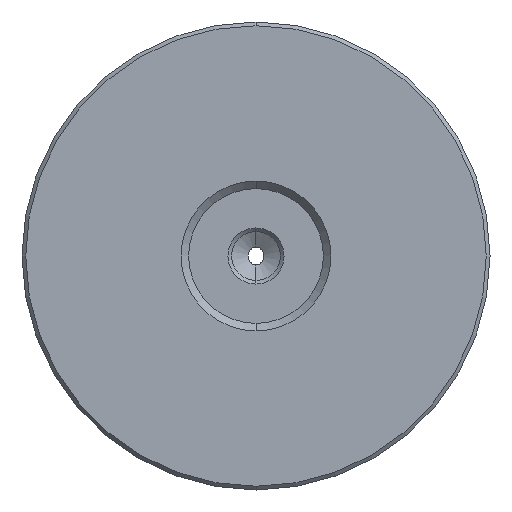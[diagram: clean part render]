
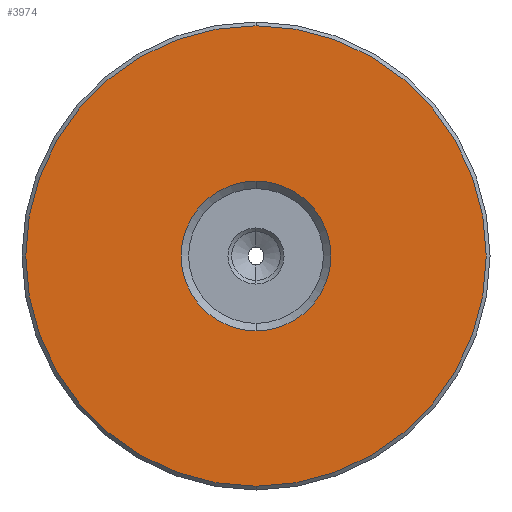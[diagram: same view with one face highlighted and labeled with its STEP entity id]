
A CAD part, front view. The second image highlights one B-rep face of the part: STEP entity #3974.
In plain terms, the highlighted planar face has unit normal (0, -1, 0).
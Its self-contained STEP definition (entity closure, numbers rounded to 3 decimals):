
#1520 = EDGE_CURVE('',#1521,#1523,#1525,.T.);
#1521 = VERTEX_POINT('',#1522);
#1522 = CARTESIAN_POINT('',(0.,-12.5,-15.621));
#1523 = VERTEX_POINT('',#1524);
#1524 = CARTESIAN_POINT('',(0.,-12.5,15.621));
#1525 = SURFACE_CURVE('',#1526,(#1531,#1543),.PCURVE_S1.);
#1526 = CIRCLE('',#1527,15.621);
#1527 = AXIS2_PLACEMENT_3D('',#1528,#1529,#1530);
#1528 = CARTESIAN_POINT('',(0.,-12.5,0.));
#1529 = DIRECTION('',(0.,-1.,0.));
#1530 = DIRECTION('',(0.,0.,1.));
#1531 = PCURVE('',#1532,#1537);
#1532 = CONICAL_SURFACE('',#1533,15.875,0.785);
#1533 = AXIS2_PLACEMENT_3D('',#1534,#1535,#1536);
#1534 = CARTESIAN_POINT('',(0.,-12.246,0.));
#1535 = DIRECTION('',(-0.,1.,-0.));
#1536 = DIRECTION('',(0.,0.,1.));
#1537 = DEFINITIONAL_REPRESENTATION('',(#1538),#1542);
#1538 = LINE('',#1539,#1540);
#1539 = CARTESIAN_POINT('',(6.283,-0.254));
#1540 = VECTOR('',#1541,1.);
#1541 = DIRECTION('',(-1.,0.));
#1542 = ( GEOMETRIC_REPRESENTATION_CONTEXT(2) 
PARAMETRIC_REPRESENTATION_CONTEXT() REPRESENTATION_CONTEXT('2D SPACE',''
  ) );
#1543 = PCURVE('',#1544,#1549);
#1544 = PLANE('',#1545);
#1545 = AXIS2_PLACEMENT_3D('',#1546,#1547,#1548);
#1546 = CARTESIAN_POINT('',(15.875,-12.5,0.));
#1547 = DIRECTION('',(-0.,1.,0.));
#1548 = DIRECTION('',(0.,0.,1.));
#1549 = DEFINITIONAL_REPRESENTATION('',(#1550),#1558);
#1550 = ( BOUNDED_CURVE() B_SPLINE_CURVE(2,(#1551,#1552,#1553,#1554,
#1555,#1556,#1557),.UNSPECIFIED.,.T.,.F.) B_SPLINE_CURVE_WITH_KNOTS((1,2
    ,2,2,2,1),(-2.094,0.,2.094,4.189,
6.283,8.378),.UNSPECIFIED.) CURVE() 
GEOMETRIC_REPRESENTATION_ITEM() RATIONAL_B_SPLINE_CURVE((1.,0.5,1.,0.5,
1.,0.5,1.)) REPRESENTATION_ITEM('') );
#1551 = CARTESIAN_POINT('',(15.621,-15.875));
#1552 = CARTESIAN_POINT('',(15.621,-42.931));
#1553 = CARTESIAN_POINT('',(-7.811,-29.403));
#1554 = CARTESIAN_POINT('',(-31.242,-15.875));
#1555 = CARTESIAN_POINT('',(-7.811,-2.347));
#1556 = CARTESIAN_POINT('',(15.621,11.181));
#1557 = CARTESIAN_POINT('',(15.621,-15.875));
#1558 = ( GEOMETRIC_REPRESENTATION_CONTEXT(2) 
PARAMETRIC_REPRESENTATION_CONTEXT() REPRESENTATION_CONTEXT('2D SPACE',''
  ) );
#1576 = CONICAL_SURFACE('',#1577,15.875,0.785);
#1577 = AXIS2_PLACEMENT_3D('',#1578,#1579,#1580);
#1578 = CARTESIAN_POINT('',(0.,-12.246,0.));
#1579 = DIRECTION('',(-0.,1.,-0.));
#1580 = DIRECTION('',(0.,0.,1.));
#2796 = VERTEX_POINT('',#2797);
#2797 = CARTESIAN_POINT('',(0.,-12.5,-5.08));
#2804 = CONICAL_SURFACE('',#2805,4.572,0.785);
#2805 = AXIS2_PLACEMENT_3D('',#2806,#2807,#2808);
#2806 = CARTESIAN_POINT('',(0.,-11.992,0.));
#2807 = DIRECTION('',(0.,-1.,0.));
#2808 = DIRECTION('',(0.,0.,-1.));
#2816 = CONICAL_SURFACE('',#2817,4.572,0.785);
#2817 = AXIS2_PLACEMENT_3D('',#2818,#2819,#2820);
#2818 = CARTESIAN_POINT('',(0.,-11.992,0.));
#2819 = DIRECTION('',(0.,-1.,0.));
#2820 = DIRECTION('',(0.,0.,-1.));
#2828 = EDGE_CURVE('',#2796,#2829,#2831,.T.);
#2829 = VERTEX_POINT('',#2830);
#2830 = CARTESIAN_POINT('',(0.,-12.5,5.08));
#2831 = SURFACE_CURVE('',#2832,(#2837,#2844),.PCURVE_S1.);
#2832 = CIRCLE('',#2833,5.08);
#2833 = AXIS2_PLACEMENT_3D('',#2834,#2835,#2836);
#2834 = CARTESIAN_POINT('',(0.,-12.5,0.));
#2835 = DIRECTION('',(-0.,1.,0.));
#2836 = DIRECTION('',(0.,0.,1.));
#2837 = PCURVE('',#2804,#2838);
#2838 = DEFINITIONAL_REPRESENTATION('',(#2839),#2843);
#2839 = LINE('',#2840,#2841);
#2840 = CARTESIAN_POINT('',(9.425,0.508));
#2841 = VECTOR('',#2842,1.);
#2842 = DIRECTION('',(-1.,0.));
#2843 = ( GEOMETRIC_REPRESENTATION_CONTEXT(2) 
PARAMETRIC_REPRESENTATION_CONTEXT() REPRESENTATION_CONTEXT('2D SPACE',''
  ) );
#2844 = PCURVE('',#1544,#2845);
#2845 = DEFINITIONAL_REPRESENTATION('',(#2846),#2850);
#2846 = CIRCLE('',#2847,5.08);
#2847 = AXIS2_PLACEMENT_2D('',#2848,#2849);
#2848 = CARTESIAN_POINT('',(0.,-15.875));
#2849 = DIRECTION('',(1.,0.));
#2850 = ( GEOMETRIC_REPRESENTATION_CONTEXT(2) 
PARAMETRIC_REPRESENTATION_CONTEXT() REPRESENTATION_CONTEXT('2D SPACE',''
  ) );
#3950 = EDGE_CURVE('',#2829,#2796,#3951,.T.);
#3951 = SURFACE_CURVE('',#3952,(#3957,#3964),.PCURVE_S1.);
#3952 = CIRCLE('',#3953,5.08);
#3953 = AXIS2_PLACEMENT_3D('',#3954,#3955,#3956);
#3954 = CARTESIAN_POINT('',(0.,-12.5,0.));
#3955 = DIRECTION('',(-0.,1.,0.));
#3956 = DIRECTION('',(0.,0.,1.));
#3957 = PCURVE('',#2816,#3958);
#3958 = DEFINITIONAL_REPRESENTATION('',(#3959),#3963);
#3959 = LINE('',#3960,#3961);
#3960 = CARTESIAN_POINT('',(3.142,0.508));
#3961 = VECTOR('',#3962,1.);
#3962 = DIRECTION('',(-1.,0.));
#3963 = ( GEOMETRIC_REPRESENTATION_CONTEXT(2) 
PARAMETRIC_REPRESENTATION_CONTEXT() REPRESENTATION_CONTEXT('2D SPACE',''
  ) );
#3964 = PCURVE('',#1544,#3965);
#3965 = DEFINITIONAL_REPRESENTATION('',(#3966),#3970);
#3966 = CIRCLE('',#3967,5.08);
#3967 = AXIS2_PLACEMENT_2D('',#3968,#3969);
#3968 = CARTESIAN_POINT('',(0.,-15.875));
#3969 = DIRECTION('',(1.,0.));
#3970 = ( GEOMETRIC_REPRESENTATION_CONTEXT(2) 
PARAMETRIC_REPRESENTATION_CONTEXT() REPRESENTATION_CONTEXT('2D SPACE',''
  ) );
#3974 = ADVANCED_FACE('',(#3975,#4004),#1544,.F.);
#3975 = FACE_BOUND('',#3976,.T.);
#3976 = EDGE_LOOP('',(#3977,#4003));
#3977 = ORIENTED_EDGE('',*,*,#3978,.T.);
#3978 = EDGE_CURVE('',#1523,#1521,#3979,.T.);
#3979 = SURFACE_CURVE('',#3980,(#3985,#3996),.PCURVE_S1.);
#3980 = CIRCLE('',#3981,15.621);
#3981 = AXIS2_PLACEMENT_3D('',#3982,#3983,#3984);
#3982 = CARTESIAN_POINT('',(0.,-12.5,0.));
#3983 = DIRECTION('',(0.,-1.,0.));
#3984 = DIRECTION('',(0.,0.,1.));
#3985 = PCURVE('',#1544,#3986);
#3986 = DEFINITIONAL_REPRESENTATION('',(#3987),#3995);
#3987 = ( BOUNDED_CURVE() B_SPLINE_CURVE(2,(#3988,#3989,#3990,#3991,
#3992,#3993,#3994),.UNSPECIFIED.,.T.,.F.) B_SPLINE_CURVE_WITH_KNOTS((1,2
    ,2,2,2,1),(-2.094,0.,2.094,4.189,
6.283,8.378),.UNSPECIFIED.) CURVE() 
GEOMETRIC_REPRESENTATION_ITEM() RATIONAL_B_SPLINE_CURVE((1.,0.5,1.,0.5,
1.,0.5,1.)) REPRESENTATION_ITEM('') );
#3988 = CARTESIAN_POINT('',(15.621,-15.875));
#3989 = CARTESIAN_POINT('',(15.621,-42.931));
#3990 = CARTESIAN_POINT('',(-7.811,-29.403));
#3991 = CARTESIAN_POINT('',(-31.242,-15.875));
#3992 = CARTESIAN_POINT('',(-7.811,-2.347));
#3993 = CARTESIAN_POINT('',(15.621,11.181));
#3994 = CARTESIAN_POINT('',(15.621,-15.875));
#3995 = ( GEOMETRIC_REPRESENTATION_CONTEXT(2) 
PARAMETRIC_REPRESENTATION_CONTEXT() REPRESENTATION_CONTEXT('2D SPACE',''
  ) );
#3996 = PCURVE('',#1576,#3997);
#3997 = DEFINITIONAL_REPRESENTATION('',(#3998),#4002);
#3998 = LINE('',#3999,#4000);
#3999 = CARTESIAN_POINT('',(6.283,-0.254));
#4000 = VECTOR('',#4001,1.);
#4001 = DIRECTION('',(-1.,0.));
#4002 = ( GEOMETRIC_REPRESENTATION_CONTEXT(2) 
PARAMETRIC_REPRESENTATION_CONTEXT() REPRESENTATION_CONTEXT('2D SPACE',''
  ) );
#4003 = ORIENTED_EDGE('',*,*,#1520,.T.);
#4004 = FACE_BOUND('',#4005,.T.);
#4005 = EDGE_LOOP('',(#4006,#4007));
#4006 = ORIENTED_EDGE('',*,*,#2828,.T.);
#4007 = ORIENTED_EDGE('',*,*,#3950,.T.);
